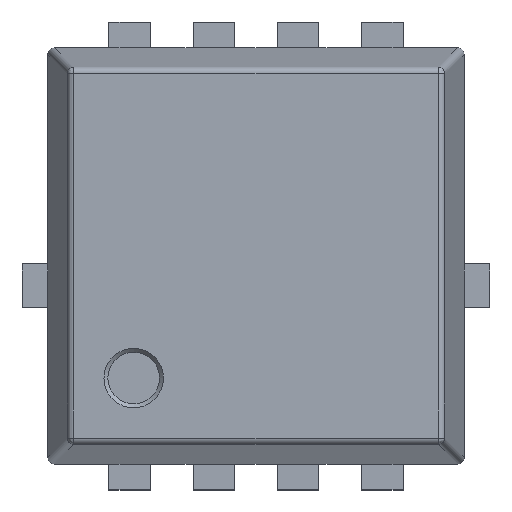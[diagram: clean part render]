
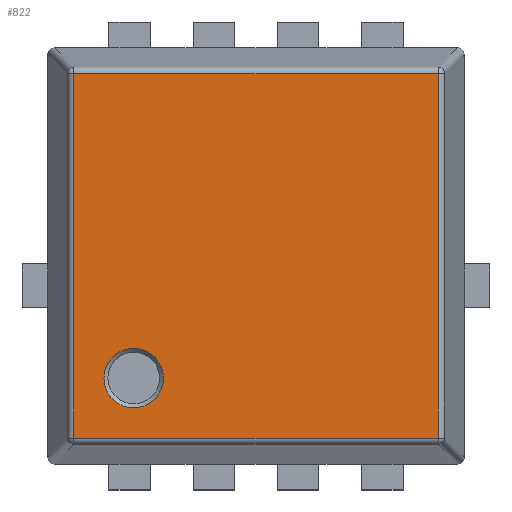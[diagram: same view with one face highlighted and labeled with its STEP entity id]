
A CAD part, top view. The second image highlights one B-rep face of the part: STEP entity #822.
In plain terms, the highlighted planar face has unit normal (0, 0, 1).
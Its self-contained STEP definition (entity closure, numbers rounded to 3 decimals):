
#822=ADVANCED_FACE('',(#2040,#2042),#2044,.T.);
#2040=FACE_BOUND('',#2041,.T.);
#2041=EDGE_LOOP('',(#2988,#2989,#2990,#2991));
#2042=FACE_BOUND('',#2043,.T.);
#2043=EDGE_LOOP('',(#2992));
#2044=PLANE('',#2045);
#2045=AXIS2_PLACEMENT_3D('',#2046,#2047,#2048);
#2046=CARTESIAN_POINT('',(0.,0.,1.12));
#2047=DIRECTION('',(0.,0.,1.));
#2048=DIRECTION('',(1.,0.,0.));
#2988=ORIENTED_EDGE('',*,*,#3554,.T.);
#2989=ORIENTED_EDGE('',*,*,#3491,.T.);
#2990=ORIENTED_EDGE('',*,*,#3556,.T.);
#2991=ORIENTED_EDGE('',*,*,#3482,.T.);
#2992=ORIENTED_EDGE('',*,*,#3557,.T.);
#3482=EDGE_CURVE('',#3967,#3965,#3968,.T.);
#3491=EDGE_CURVE('',#3982,#3980,#3983,.T.);
#3554=EDGE_CURVE('',#3965,#3982,#4074,.T.);
#3556=EDGE_CURVE('',#3980,#3967,#4076,.T.);
#3557=EDGE_CURVE('',#4077,#4077,#4078,.F.);
#3965=VERTEX_POINT('',#4949);
#3967=VERTEX_POINT('',#4954);
#3968=LINE('',#4955,#4956);
#3980=VERTEX_POINT('',#5020);
#3982=VERTEX_POINT('',#5025);
#3983=LINE('',#5026,#5027);
#4074=LINE('',#5279,#5280);
#4076=LINE('',#5286,#5287);
#4077=VERTEX_POINT('',#5289);
#4078=CIRCLE('',#5290,0.229);
#4949=CARTESIAN_POINT('',(1.406,1.406,1.12));
#4954=CARTESIAN_POINT('',(1.406,-1.406,1.12));
#4955=CARTESIAN_POINT('',(1.406,-1.406,1.12));
#4956=VECTOR('',#4957,1.);
#4957=DIRECTION('',(0.,1.,0.));
#5020=CARTESIAN_POINT('',(-1.406,-1.406,1.12));
#5025=CARTESIAN_POINT('',(-1.406,1.406,1.12));
#5026=CARTESIAN_POINT('',(-1.406,1.406,1.12));
#5027=VECTOR('',#5028,1.);
#5028=DIRECTION('',(0.,-1.,0.));
#5279=CARTESIAN_POINT('',(1.406,1.406,1.12));
#5280=VECTOR('',#5281,1.);
#5281=DIRECTION('',(-1.,0.,0.));
#5286=CARTESIAN_POINT('',(-1.406,-1.406,1.12));
#5287=VECTOR('',#5288,1.);
#5288=DIRECTION('',(1.,0.,0.));
#5289=CARTESIAN_POINT('',(-0.714,-0.944,1.12));
#5290=AXIS2_PLACEMENT_3D('',#5291,#5292,#5293);
#5291=CARTESIAN_POINT('',(-0.944,-0.944,1.12));
#5292=DIRECTION('',(0.,0.,1.));
#5293=DIRECTION('',(1.,0.,0.));
